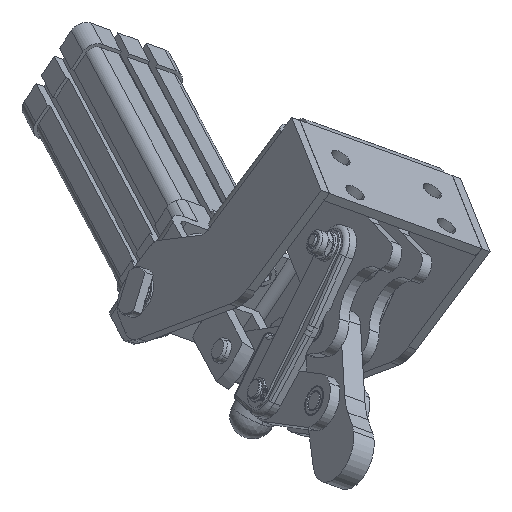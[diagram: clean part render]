
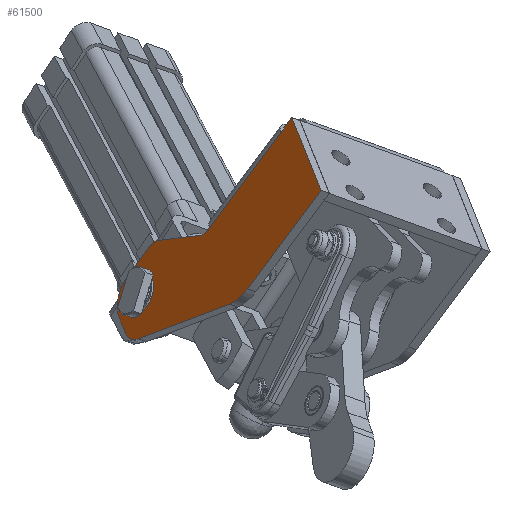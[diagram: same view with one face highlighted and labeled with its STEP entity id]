
A CAD part, front view. The second image highlights one B-rep face of the part: STEP entity #61500.
In plain terms, the highlighted planar face has unit normal (-0.802, -0.521, 0.29).
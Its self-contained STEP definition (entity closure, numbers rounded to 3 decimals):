
#5617=CARTESIAN_POINT('',(150.916,39.571,-187.271));
#5618=VERTEX_POINT('',#5617);
#5634=CARTESIAN_POINT('',(153.987,34.84,-187.281));
#5635=VERTEX_POINT('',#5634);
#5642=CARTESIAN_POINT('',(155.303,39.032,-176.114));
#5643=DIRECTION('',(0.802,0.521,-0.29));
#5644=DIRECTION('',(-0.366,0.045,-0.93));
#5645=AXIS2_PLACEMENT_3D('',#5642,#5643,#5644);
#5646=CIRCLE('',#5645,12.);
#5647=EDGE_CURVE('',#5635,#5618,#5646,.T.);
#5741=CARTESIAN_POINT('',(146.087,56.186,-170.777));
#5742=VERTEX_POINT('',#5741);
#5751=CARTESIAN_POINT('',(149.787,55.136,-162.436));
#5752=VERTEX_POINT('',#5751);
#5753=CARTESIAN_POINT('',(152.818,46.286,-169.953));
#5754=DIRECTION('',(0.802,0.521,-0.29));
#5755=DIRECTION('',(-0.561,0.825,-0.069));
#5756=AXIS2_PLACEMENT_3D('',#5753,#5754,#5755);
#5757=CIRCLE('',#5756,12.);
#5758=EDGE_CURVE('',#5742,#5752,#5757,.T.);
#5785=CARTESIAN_POINT('',(179.878,18.066,-145.841));
#5786=VERTEX_POINT('',#5785);
#5802=CARTESIAN_POINT('',(178.497,19.86,-146.434));
#5803=VERTEX_POINT('',#5802);
#5810=CARTESIAN_POINT('',(179.719,21.168,-140.708));
#5811=DIRECTION('',(-0.802,-0.521,0.29));
#5812=DIRECTION('',(0.026,-0.517,-0.856));
#5813=AXIS2_PLACEMENT_3D('',#5810,#5811,#5812);
#5814=CIRCLE('',#5813,6.);
#5815=EDGE_CURVE('',#5803,#5786,#5814,.T.);
#5867=CARTESIAN_POINT('',(160.073,46.723,-149.114));
#5868=VERTEX_POINT('',#5867);
#5877=CARTESIAN_POINT('',(161.454,44.929,-148.52));
#5878=VERTEX_POINT('',#5877);
#5879=CARTESIAN_POINT('',(160.232,43.621,-154.247));
#5880=DIRECTION('',(0.802,0.521,-0.29));
#5881=DIRECTION('',(-0.026,0.517,0.856));
#5882=AXIS2_PLACEMENT_3D('',#5879,#5880,#5881);
#5883=CIRCLE('',#5882,6.);
#5884=EDGE_CURVE('',#5868,#5878,#5883,.T.);
#5951=CARTESIAN_POINT('',(193.598,-17.255,-171.36));
#5952=VERTEX_POINT('',#5951);
#5961=CARTESIAN_POINT('',(189.903,-12.827,-173.618));
#5962=VERTEX_POINT('',#5961);
#5963=CARTESIAN_POINT('',(192.096,-5.84,-155.006));
#5964=DIRECTION('',(0.802,0.521,-0.29));
#5965=DIRECTION('',(0.075,-0.571,-0.818));
#5966=AXIS2_PLACEMENT_3D('',#5963,#5964,#5965);
#5967=CIRCLE('',#5966,20.0);
#5968=EDGE_CURVE('',#5952,#5962,#5967,.T.);
#6219=CARTESIAN_POINT('',(159.812,36.366,-168.437));
#6220=VERTEX_POINT('',#6219);
#6236=CARTESIAN_POINT('',(150.584,49.205,-170.887));
#6237=VERTEX_POINT('',#6236);
#6244=CARTESIAN_POINT('',(155.198,42.786,-169.662));
#6245=DIRECTION('',(0.802,0.521,-0.29));
#6246=DIRECTION('',(0.253,-0.737,-0.626));
#6247=AXIS2_PLACEMENT_3D('',#6244,#6245,#6246);
#6248=CIRCLE('',#6247,8.);
#6249=EDGE_CURVE('',#6220,#6237,#6248,.T.);
#60587=CARTESIAN_POINT('',(153.177,48.685,-164.651));
#60588=VERTEX_POINT('',#60587);
#60589=CARTESIAN_POINT('',(155.198,42.786,-169.662));
#60590=DIRECTION('',(0.802,0.521,-0.29));
#60591=DIRECTION('',(0.253,-0.737,-0.626));
#60592=AXIS2_PLACEMENT_3D('',#60589,#60590,#60591);
#60593=CIRCLE('',#60592,8.);
#60594=EDGE_CURVE('',#60588,#6220,#60593,.T.);
#60596=CARTESIAN_POINT('',(155.198,42.786,-169.662));
#60597=DIRECTION('',(0.802,0.521,-0.29));
#60598=DIRECTION('',(0.253,-0.737,-0.626));
#60599=AXIS2_PLACEMENT_3D('',#60596,#60597,#60598);
#60600=CIRCLE('',#60599,8.);
#60601=EDGE_CURVE('',#6237,#60588,#60600,.T.);
#61349=CARTESIAN_POINT('',(197.148,-20.589,-167.534));
#61350=VERTEX_POINT('',#61349);
#61357=CARTESIAN_POINT('',(192.096,-5.84,-155.006));
#61358=DIRECTION('',(0.802,0.521,-0.29));
#61359=DIRECTION('',(0.075,-0.571,-0.818));
#61360=AXIS2_PLACEMENT_3D('',#61357,#61358,#61359);
#61361=CIRCLE('',#61360,20.0);
#61362=EDGE_CURVE('',#61350,#5952,#61361,.T.);
#61373=CARTESIAN_POINT('',(153.987,34.84,-187.281));
#61374=DIRECTION('',(0.587,-0.779,0.223));
#61375=VECTOR('',#61374,61.227);
#61376=LINE('',#61373,#61375);
#61377=EDGE_CURVE('',#5635,#5962,#61376,.T.);
#61389=CARTESIAN_POINT('',(177.086,8.763,-170.27));
#61390=DIRECTION('',(-0.802,-0.521,0.29));
#61391=DIRECTION('',(-0.253,0.737,0.626));
#61392=AXIS2_PLACEMENT_3D('',#61389,#61390,#61391);
#61393=PLANE('',#61392);
#61394=ORIENTED_EDGE('',*,*,#61362,.F.);
#61395=CARTESIAN_POINT('',(226.113,-43.588,-128.776));
#61396=VERTEX_POINT('',#61395);
#61397=CARTESIAN_POINT('',(226.113,-43.588,-128.776));
#61398=DIRECTION('',(-0.541,0.429,-0.723));
#61399=VECTOR('',#61398,53.573);
#61400=LINE('',#61397,#61399);
#61401=EDGE_CURVE('',#61396,#61350,#61400,.T.);
#61402=ORIENTED_EDGE('',*,*,#61401,.F.);
#61403=CARTESIAN_POINT('',(214.494,-9.665,-99.963));
#61404=VERTEX_POINT('',#61403);
#61405=CARTESIAN_POINT('',(214.494,-9.665,-99.963));
#61406=DIRECTION('',(0.253,-0.737,-0.626));
#61407=VECTOR('',#61406,46.0);
#61408=LINE('',#61405,#61407);
#61409=EDGE_CURVE('',#61404,#61396,#61408,.T.);
#61410=ORIENTED_EDGE('',*,*,#61409,.F.);
#61411=CARTESIAN_POINT('',(210.168,-6.23,-105.75));
#61412=VERTEX_POINT('',#61411);
#61413=CARTESIAN_POINT('',(210.168,-6.23,-105.75));
#61414=DIRECTION('',(0.541,-0.429,0.723));
#61415=VECTOR('',#61414,8.0);
#61416=LINE('',#61413,#61415);
#61417=EDGE_CURVE('',#61412,#61404,#61416,.T.);
#61418=ORIENTED_EDGE('',*,*,#61417,.F.);
#61419=CARTESIAN_POINT('',(182.054,16.093,-143.37));
#61420=VERTEX_POINT('',#61419);
#61421=CARTESIAN_POINT('',(210.168,-6.23,-105.75));
#61422=DIRECTION('',(-0.541,0.429,-0.723));
#61423=VECTOR('',#61422,52.);
#61424=LINE('',#61421,#61423);
#61425=EDGE_CURVE('',#61412,#61420,#61424,.T.);
#61426=ORIENTED_EDGE('',*,*,#61425,.T.);
#61427=CARTESIAN_POINT('',(181.235,16.743,-144.466));
#61428=VERTEX_POINT('',#61427);
#61429=CARTESIAN_POINT('',(182.054,16.093,-143.37));
#61430=DIRECTION('',(-0.541,0.429,-0.723));
#61431=VECTOR('',#61430,1.515);
#61432=LINE('',#61429,#61431);
#61433=EDGE_CURVE('',#61420,#61428,#61432,.T.);
#61434=ORIENTED_EDGE('',*,*,#61433,.T.);
#61435=CARTESIAN_POINT('',(179.719,21.168,-140.708));
#61436=DIRECTION('',(-0.802,-0.521,0.29));
#61437=DIRECTION('',(0.026,-0.517,-0.856));
#61438=AXIS2_PLACEMENT_3D('',#61435,#61436,#61437);
#61439=CIRCLE('',#61438,6.);
#61440=EDGE_CURVE('',#5786,#61428,#61439,.T.);
#61441=ORIENTED_EDGE('',*,*,#61440,.F.);
#61442=ORIENTED_EDGE('',*,*,#5815,.F.);
#61443=CARTESIAN_POINT('',(178.497,19.86,-146.434));
#61444=DIRECTION('',(-0.561,0.825,-0.069));
#61445=VECTOR('',#61444,30.385);
#61446=LINE('',#61443,#61445);
#61447=EDGE_CURVE('',#5803,#5878,#61446,.T.);
#61448=ORIENTED_EDGE('',*,*,#61447,.T.);
#61449=ORIENTED_EDGE('',*,*,#5884,.F.);
#61450=CARTESIAN_POINT('',(158.716,48.046,-150.489));
#61451=VERTEX_POINT('',#61450);
#61452=CARTESIAN_POINT('',(160.232,43.621,-154.247));
#61453=DIRECTION('',(0.802,0.521,-0.29));
#61454=DIRECTION('',(-0.026,0.517,0.856));
#61455=AXIS2_PLACEMENT_3D('',#61452,#61453,#61454);
#61456=CIRCLE('',#61455,6.);
#61457=EDGE_CURVE('',#61451,#5868,#61456,.T.);
#61458=ORIENTED_EDGE('',*,*,#61457,.F.);
#61459=CARTESIAN_POINT('',(158.716,48.046,-150.489));
#61460=DIRECTION('',(-0.541,0.429,-0.723));
#61461=VECTOR('',#61460,16.515);
#61462=LINE('',#61459,#61461);
#61463=EDGE_CURVE('',#61451,#5752,#61462,.T.);
#61464=ORIENTED_EDGE('',*,*,#61463,.T.);
#61465=ORIENTED_EDGE('',*,*,#5758,.F.);
#61466=CARTESIAN_POINT('',(146.33,51.438,-178.634));
#61467=VERTEX_POINT('',#61466);
#61468=CARTESIAN_POINT('',(152.818,46.286,-169.953));
#61469=DIRECTION('',(0.802,0.521,-0.29));
#61470=DIRECTION('',(-0.561,0.825,-0.069));
#61471=AXIS2_PLACEMENT_3D('',#61468,#61469,#61470);
#61472=CIRCLE('',#61471,12.);
#61473=EDGE_CURVE('',#61467,#5742,#61472,.T.);
#61474=ORIENTED_EDGE('',*,*,#61473,.F.);
#61475=CARTESIAN_POINT('',(148.815,44.184,-184.796));
#61476=VERTEX_POINT('',#61475);
#61477=CARTESIAN_POINT('',(146.33,51.438,-178.634));
#61478=DIRECTION('',(0.253,-0.737,-0.626));
#61479=VECTOR('',#61478,9.837);
#61480=LINE('',#61477,#61479);
#61481=EDGE_CURVE('',#61467,#61476,#61480,.T.);
#61482=ORIENTED_EDGE('',*,*,#61481,.T.);
#61483=CARTESIAN_POINT('',(155.303,39.032,-176.114));
#61484=DIRECTION('',(0.802,0.521,-0.29));
#61485=DIRECTION('',(-0.366,0.045,-0.93));
#61486=AXIS2_PLACEMENT_3D('',#61483,#61484,#61485);
#61487=CIRCLE('',#61486,12.);
#61488=EDGE_CURVE('',#5618,#61476,#61487,.T.);
#61489=ORIENTED_EDGE('',*,*,#61488,.F.);
#61490=ORIENTED_EDGE('',*,*,#5647,.F.);
#61491=ORIENTED_EDGE('',*,*,#61377,.T.);
#61492=ORIENTED_EDGE('',*,*,#5968,.F.);
#61493=EDGE_LOOP('',(#61394,#61402,#61410,#61418,#61426,#61434,#61441,#61442,#61448,#61449,#61458,#61464,#61465,#61474,#61482,#61489,#61490,#61491,#61492));
#61494=FACE_OUTER_BOUND('',#61493,.T.);
#61495=ORIENTED_EDGE('',*,*,#60594,.T.);
#61496=ORIENTED_EDGE('',*,*,#6249,.T.);
#61497=ORIENTED_EDGE('',*,*,#60601,.T.);
#61498=EDGE_LOOP('',(#61495,#61496,#61497));
#61499=FACE_BOUND('',#61498,.T.);
#61500=ADVANCED_FACE('',(#61494,#61499),#61393,.T.);
